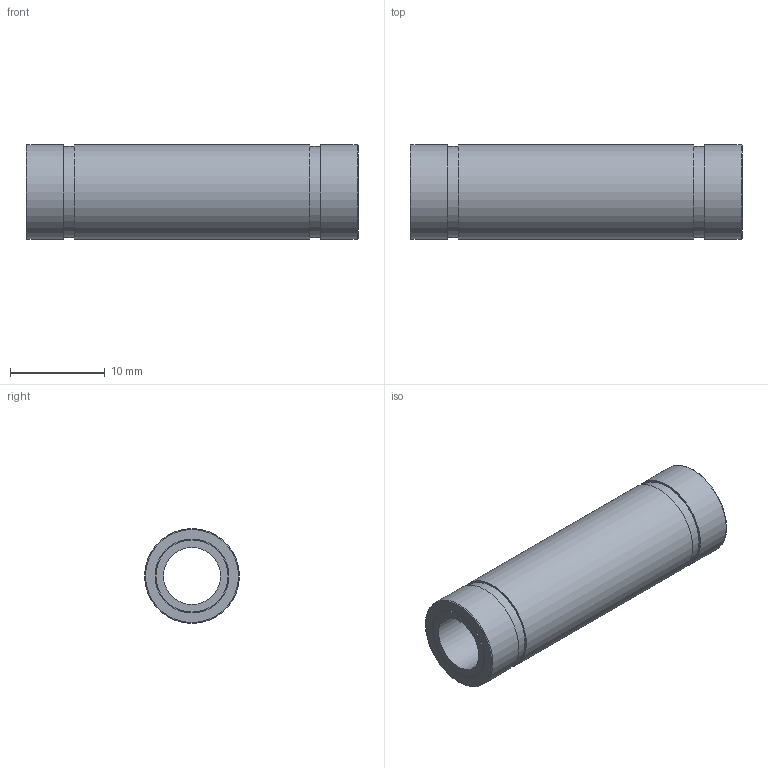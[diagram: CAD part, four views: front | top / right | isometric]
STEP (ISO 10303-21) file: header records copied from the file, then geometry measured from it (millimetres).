
FILE_DESCRIPTION(/* description */ (''),/* implementation_level */ '2;1');
FILE_NAME(/* name */ 'LMKW6.step',/* time_stamp */ '2024-08-27T16:06:12+08:00',/* author */ (''),/* organization */ (''),/* preprocessor_version */ 'ST-DEVELOPER v20',/* originating_system */ 'Autodesk Translation Framework v13.14.0.145',/* authorisation */ '');
FILE_SCHEMA (('AUTOMOTIVE_DESIGN { 1 0 10303 214 3 1 1 }'));
Length unit declared in the file: millimetre
Products named in the file (1): LMKW6
Bounding box: 35 x 10 x 10 mm (x, y, z)
Volume: 1744.5 mm3; surface area: 1888.5 mm2
Topology: 1 solids, 1 shells, 22 faces, 34 edges, 22 vertices
Faces by surface type: plane 10, cylinder 10, torus 2
Full cylindrical faces by diameter (mm): 6 x1, 7.6 x2, 7.8 x2, 9.6 x2, 10 x3
Entity records: 579 total; most frequent: DIRECTION 104, CARTESIAN_POINT 79, ORIENTED_EDGE 68, AXIS2_PLACEMENT_3D 47, EDGE_CURVE 34, EDGE_LOOP 32, CIRCLE 24, STYLED_ITEM 23
